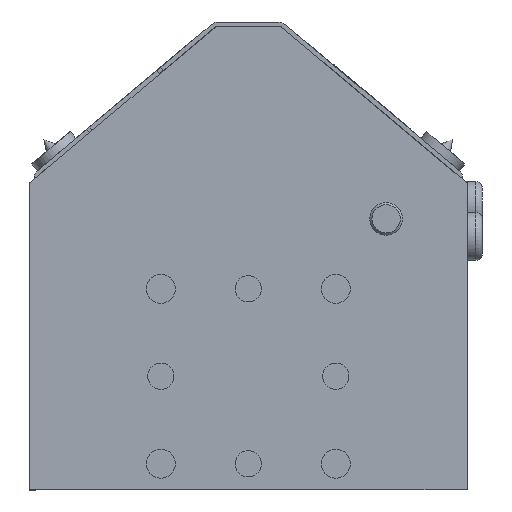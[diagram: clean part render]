
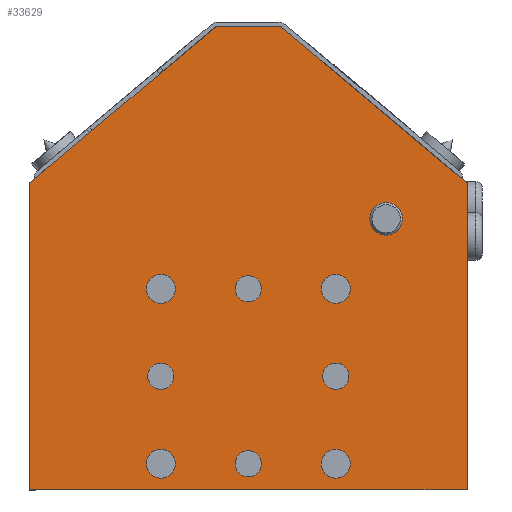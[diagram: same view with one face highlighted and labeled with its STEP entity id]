
A CAD part, left-side view. The second image highlights one B-rep face of the part: STEP entity #33629.
In plain terms, the highlighted face is planar.
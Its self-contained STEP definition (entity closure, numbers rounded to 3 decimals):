
#32972=CARTESIAN_POINT('',(190.,35.229,61.));
#32973=VERTEX_POINT('',#32972);
#32974=CARTESIAN_POINT('',(190.,31.5,61.));
#32975=DIRECTION('',(-1.0,0.0,0.0));
#32976=DIRECTION('',(0.0,-1.0,0.0));
#32977=AXIS2_PLACEMENT_3D('',#32974,#32975,#32976);
#32978=CIRCLE('',#32977,3.73);
#32979=EDGE_CURVE('',#32973,#32973,#32978,.T.);
#33037=CARTESIAN_POINT('',(190.,-16.7,5.));
#33038=VERTEX_POINT('',#33037);
#33039=CARTESIAN_POINT('',(190.,-20.,5.));
#33040=DIRECTION('',(-1.0,0.0,0.0));
#33041=DIRECTION('',(0.0,-1.0,0.0));
#33042=AXIS2_PLACEMENT_3D('',#33039,#33040,#33041);
#33043=CIRCLE('',#33042,3.3);
#33044=EDGE_CURVE('',#33038,#33038,#33043,.T.);
#33105=CARTESIAN_POINT('',(190.,23.3,45.));
#33106=VERTEX_POINT('',#33105);
#33107=CARTESIAN_POINT('',(190.,20.,45.));
#33108=DIRECTION('',(-1.0,0.0,0.0));
#33109=DIRECTION('',(0.0,-1.0,0.0));
#33110=AXIS2_PLACEMENT_3D('',#33107,#33108,#33109);
#33111=CIRCLE('',#33110,3.3);
#33112=EDGE_CURVE('',#33106,#33106,#33111,.T.);
#33173=CARTESIAN_POINT('',(190.,-16.7,45.));
#33174=VERTEX_POINT('',#33173);
#33175=CARTESIAN_POINT('',(190.,-20.,45.));
#33176=DIRECTION('',(-1.0,0.0,0.0));
#33177=DIRECTION('',(0.0,-1.0,0.0));
#33178=AXIS2_PLACEMENT_3D('',#33175,#33176,#33177);
#33179=CIRCLE('',#33178,3.3);
#33180=EDGE_CURVE('',#33174,#33174,#33179,.T.);
#33241=CARTESIAN_POINT('',(190.,23.3,5.));
#33242=VERTEX_POINT('',#33241);
#33243=CARTESIAN_POINT('',(190.,20.,5.));
#33244=DIRECTION('',(-1.0,0.0,0.0));
#33245=DIRECTION('',(0.0,-1.0,0.0));
#33246=AXIS2_PLACEMENT_3D('',#33243,#33244,#33245);
#33247=CIRCLE('',#33246,3.3);
#33248=EDGE_CURVE('',#33242,#33242,#33247,.T.);
#33261=CARTESIAN_POINT('',(190.,23.,25.));
#33262=VERTEX_POINT('',#33261);
#33263=CARTESIAN_POINT('',(190.,20.,25.));
#33264=DIRECTION('',(-1.0,0.0,0.0));
#33265=DIRECTION('',(0.0,-1.0,0.0));
#33266=AXIS2_PLACEMENT_3D('',#33263,#33264,#33265);
#33267=CIRCLE('',#33266,3.0);
#33268=EDGE_CURVE('',#33262,#33262,#33267,.T.);
#33289=CARTESIAN_POINT('',(190.,3.,45.));
#33290=VERTEX_POINT('',#33289);
#33291=CARTESIAN_POINT('',(190.,0.,45.));
#33292=DIRECTION('',(-1.0,0.0,0.0));
#33293=DIRECTION('',(0.0,-1.0,0.0));
#33294=AXIS2_PLACEMENT_3D('',#33291,#33292,#33293);
#33295=CIRCLE('',#33294,3.0);
#33296=EDGE_CURVE('',#33290,#33290,#33295,.T.);
#33317=CARTESIAN_POINT('',(190.,3.,5.));
#33318=VERTEX_POINT('',#33317);
#33319=CARTESIAN_POINT('',(190.,0.,5.));
#33320=DIRECTION('',(-1.0,0.0,0.0));
#33321=DIRECTION('',(0.0,-1.0,0.0));
#33322=AXIS2_PLACEMENT_3D('',#33319,#33320,#33321);
#33323=CIRCLE('',#33322,3.0);
#33324=EDGE_CURVE('',#33318,#33318,#33323,.T.);
#33345=CARTESIAN_POINT('',(190.,-17.,25.));
#33346=VERTEX_POINT('',#33345);
#33347=CARTESIAN_POINT('',(190.,-20.,25.));
#33348=DIRECTION('',(-1.0,0.0,0.0));
#33349=DIRECTION('',(0.0,-1.0,0.0));
#33350=AXIS2_PLACEMENT_3D('',#33347,#33348,#33349);
#33351=CIRCLE('',#33350,3.0);
#33352=EDGE_CURVE('',#33346,#33346,#33351,.T.);
#33413=CARTESIAN_POINT('',(190.,-7.329,105.));
#33414=VERTEX_POINT('',#33413);
#33415=CARTESIAN_POINT('',(190.,-50.,69.195));
#33416=VERTEX_POINT('',#33415);
#33417=CARTESIAN_POINT('',(190.,-7.329,105.));
#33418=DIRECTION('',(0.,-0.766,-0.643));
#33419=VECTOR('',#33418,55.703);
#33420=LINE('',#33417,#33419);
#33421=EDGE_CURVE('',#33414,#33416,#33420,.T.);
#33453=CARTESIAN_POINT('',(190.,50.,69.195));
#33454=VERTEX_POINT('',#33453);
#33455=CARTESIAN_POINT('',(190.,7.329,105.));
#33456=VERTEX_POINT('',#33455);
#33457=CARTESIAN_POINT('',(190.,50.,69.195));
#33458=DIRECTION('',(0.,-0.766,0.643));
#33459=VECTOR('',#33458,55.703);
#33460=LINE('',#33457,#33459);
#33461=EDGE_CURVE('',#33454,#33456,#33460,.T.);
#33494=CARTESIAN_POINT('',(190.,7.329,105.));
#33495=DIRECTION('',(0.0,-1.0,0.0));
#33496=VECTOR('',#33495,14.659);
#33497=LINE('',#33494,#33496);
#33498=EDGE_CURVE('',#33456,#33414,#33497,.T.);
#33517=CARTESIAN_POINT('',(190.,-50.,-1.));
#33518=VERTEX_POINT('',#33517);
#33533=CARTESIAN_POINT('',(190.,50.,-1.));
#33534=VERTEX_POINT('',#33533);
#33541=CARTESIAN_POINT('',(190.,-50.,-1.));
#33542=DIRECTION('',(0.0,1.0,0.0));
#33543=VECTOR('',#33542,100.0);
#33544=LINE('',#33541,#33543);
#33545=EDGE_CURVE('',#33518,#33534,#33544,.T.);
#33562=CARTESIAN_POINT('',(190.,50.,69.195));
#33563=DIRECTION('',(0.0,0.0,-1.0));
#33564=VECTOR('',#33563,70.195);
#33565=LINE('',#33562,#33564);
#33566=EDGE_CURVE('',#33454,#33534,#33565,.T.);
#33584=CARTESIAN_POINT('',(190.,0.,52.));
#33585=DIRECTION('',(1.0,0.0,0.0));
#33586=DIRECTION('',(0.0,0.0,1.0));
#33587=AXIS2_PLACEMENT_3D('',#33584,#33585,#33586);
#33588=PLANE('',#33587);
#33589=ORIENTED_EDGE('',*,*,#33421,.T.);
#33590=CARTESIAN_POINT('',(190.,-50.,69.195));
#33591=DIRECTION('',(0.0,0.0,-1.0));
#33592=VECTOR('',#33591,70.195);
#33593=LINE('',#33590,#33592);
#33594=EDGE_CURVE('',#33416,#33518,#33593,.T.);
#33595=ORIENTED_EDGE('',*,*,#33594,.T.);
#33596=ORIENTED_EDGE('',*,*,#33545,.T.);
#33597=ORIENTED_EDGE('',*,*,#33566,.F.);
#33598=ORIENTED_EDGE('',*,*,#33461,.T.);
#33599=ORIENTED_EDGE('',*,*,#33498,.T.);
#33600=EDGE_LOOP('',(#33589,#33595,#33596,#33597,#33598,#33599));
#33601=FACE_OUTER_BOUND('',#33600,.T.);
#33602=ORIENTED_EDGE('',*,*,#32979,.T.);
#33603=EDGE_LOOP('',(#33602));
#33604=FACE_BOUND('',#33603,.T.);
#33605=ORIENTED_EDGE('',*,*,#33044,.T.);
#33606=EDGE_LOOP('',(#33605));
#33607=FACE_BOUND('',#33606,.T.);
#33608=ORIENTED_EDGE('',*,*,#33112,.T.);
#33609=EDGE_LOOP('',(#33608));
#33610=FACE_BOUND('',#33609,.T.);
#33611=ORIENTED_EDGE('',*,*,#33180,.T.);
#33612=EDGE_LOOP('',(#33611));
#33613=FACE_BOUND('',#33612,.T.);
#33614=ORIENTED_EDGE('',*,*,#33248,.T.);
#33615=EDGE_LOOP('',(#33614));
#33616=FACE_BOUND('',#33615,.T.);
#33617=ORIENTED_EDGE('',*,*,#33268,.T.);
#33618=EDGE_LOOP('',(#33617));
#33619=FACE_BOUND('',#33618,.T.);
#33620=ORIENTED_EDGE('',*,*,#33296,.T.);
#33621=EDGE_LOOP('',(#33620));
#33622=FACE_BOUND('',#33621,.T.);
#33623=ORIENTED_EDGE('',*,*,#33324,.T.);
#33624=EDGE_LOOP('',(#33623));
#33625=FACE_BOUND('',#33624,.T.);
#33626=ORIENTED_EDGE('',*,*,#33352,.T.);
#33627=EDGE_LOOP('',(#33626));
#33628=FACE_BOUND('',#33627,.T.);
#33629=ADVANCED_FACE('',(#33601,#33604,#33607,#33610,#33613,#33616,#33619,#33622,#33625,#33628),#33588,.T.);
